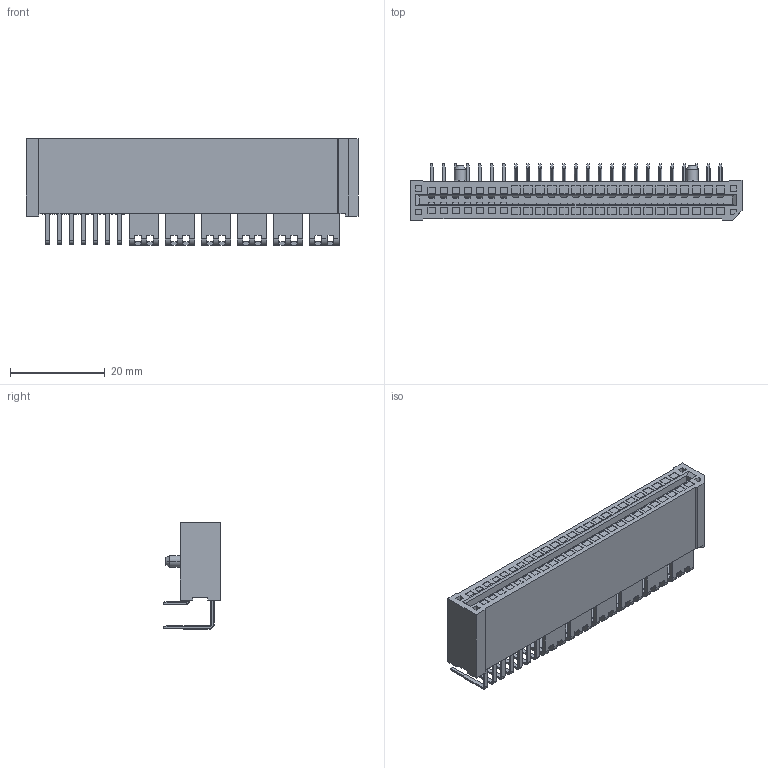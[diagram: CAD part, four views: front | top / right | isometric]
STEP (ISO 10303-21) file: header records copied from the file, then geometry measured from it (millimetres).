
FILE_DESCRIPTION((''),'2;1');
FILE_NAME('S-52936-XXXXX-001','2019-08-20T',('t00408'),(''),'PRO/ENGINEER BY PARAMETRIC TECHNOLOGY CORPORATION, 2011490','PRO/ENGINEER BY PARAMETRIC TECHNOLOGY CORPORATION, 2011490','');
FILE_SCHEMA(('CONFIG_CONTROL_DESIGN', 'GEOMETRIC_VALIDATION_PROPERTIES_MIM'));
Products named in the file (1): S-52936-XXXXX-001
Bounding box: 70.1 x 12 x 22.59 mm (x, y, z)
Volume: 8076.1 mm3; surface area: 7142.4 mm2
Topology: 1 solids, 1 shells, 2448 faces, 6316 edges, 3995 vertices
Faces by surface type: plane 1872, cylinder 440, cone 108, bspline 28
Entity records: 91318 total; most frequent: CARTESIAN_POINT 17165, ORIENTED_EDGE 12632, DIRECTION 11316, EDGE_CURVE 6316, VECTOR 5084, LINE 5084, VERTEX_POINT 3995, AXIS2_PLACEMENT_3D 3116
